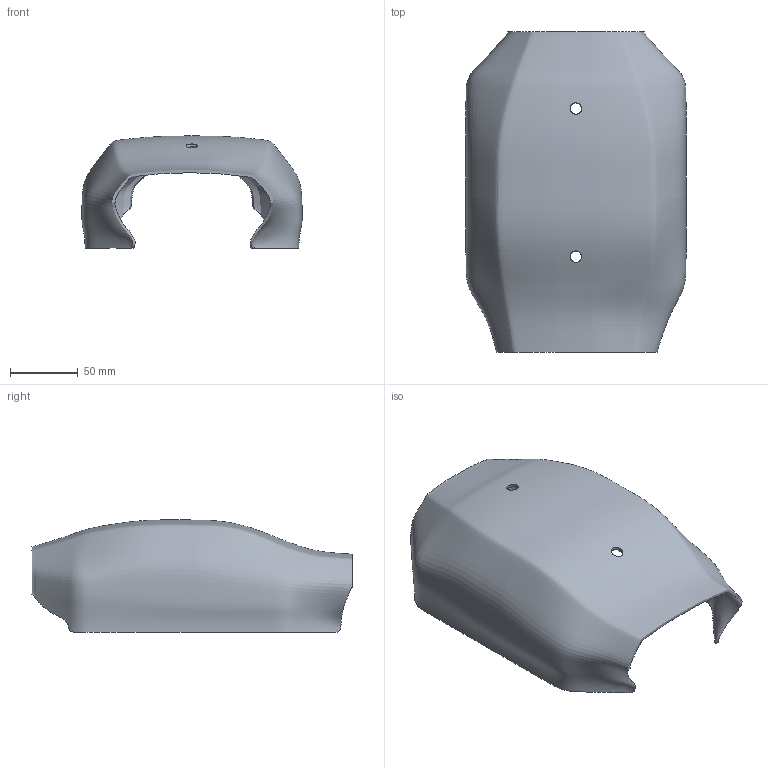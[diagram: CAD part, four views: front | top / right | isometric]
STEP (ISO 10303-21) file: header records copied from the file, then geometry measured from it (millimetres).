
FILE_DESCRIPTION(/* description */ ('STEP AP242','CAx-IF Rec.Pracs.---Representation and Presentation of Product Manufacturing Information (PMI)---4.0---2014-10-13','CAx-IF Rec.Pracs.---3D Tessellated Geometry---0.4---2014-09-14','2;1'),/* implementation_level */ '2;1');
FILE_NAME(/* name */ 'experimental-chassis-race-body - Part 1',/* time_stamp */ '2025-09-26T17:27:34Z',/* author */ (''),/* organization */ (''),/* preprocessor_version */ 'ST-DEVELOPER v20',/* originating_system */ 'ONSHAPE BY PTC INC, 1.204',/* authorisation */ ' ');
FILE_SCHEMA (('AP242_MANAGED_MODEL_BASED_3D_ENGINEERING_MIM_LF { 1 0 10303 442 1 1 4 }'));
Products named in the file (1): Part 1
Bounding box: 162.3 x 236.13 x 82.62 mm (x, y, z)
Surface area: 126342.5 mm2 (no closed solid volume)
Topology: 0 solids, 3 shells, 3 faces, 8 edges, 6 vertices
Faces by surface type: cylinder 2, other 1
Full cylindrical faces by diameter (mm): 8.4 x2
Entity records: 171 total; most frequent: CARTESIAN_POINT 62, DIRECTION 6, ORIENTED_EDGE 4, EDGE_CURVE 4, VERTEX_POINT 4, B_SPLINE_CURVE_WITH_KNOTS 4, EDGE_LOOP 4, FACE_BOUND 4
